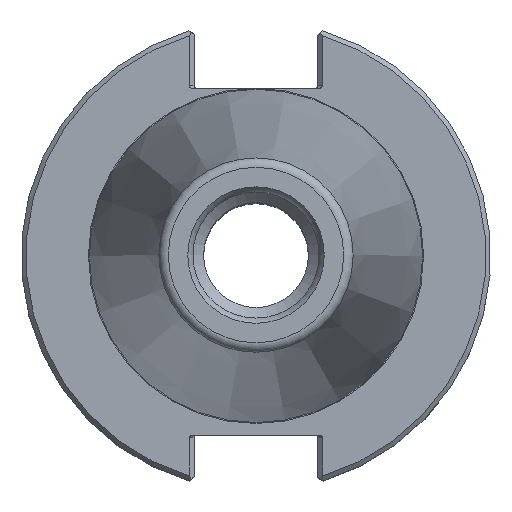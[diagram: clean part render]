
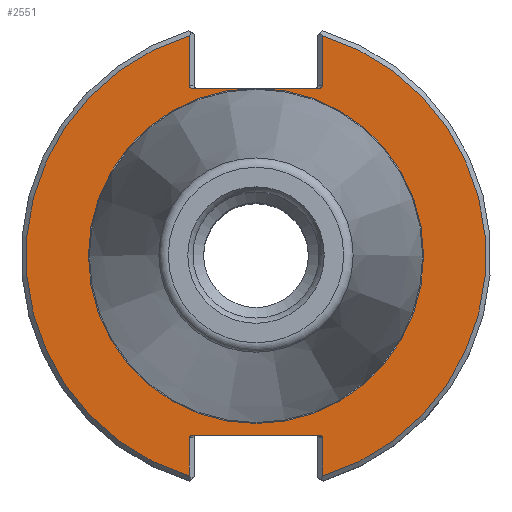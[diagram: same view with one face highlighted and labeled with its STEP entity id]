
A CAD part, top view. The second image highlights one B-rep face of the part: STEP entity #2551.
In plain terms, the highlighted planar face has unit normal (0, 0, 1).
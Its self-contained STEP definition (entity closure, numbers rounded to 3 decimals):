
#24=ELLIPSE('',#2713,0.707,0.5);
#25=ELLIPSE('',#2715,0.707,0.5);
#33=ELLIPSE('',#2743,0.707,0.5);
#34=ELLIPSE('',#2745,0.707,0.5);
#76=LINE('',#3911,#149);
#77=LINE('',#3920,#150);
#82=LINE('',#3939,#155);
#83=LINE('',#3948,#156);
#93=LINE('',#3982,#166);
#104=LINE('',#4029,#177);
#149=VECTOR('',#3089,1000.);
#150=VECTOR('',#3096,1000.);
#155=VECTOR('',#3111,1000.);
#156=VECTOR('',#3118,1000.);
#166=VECTOR('',#3144,1000.);
#177=VECTOR('',#3189,1000.);
#294=PLANE('',#2744);
#754=ORIENTED_EDGE('',*,*,#996,.T.);
#755=ORIENTED_EDGE('',*,*,#994,.T.);
#756=ORIENTED_EDGE('',*,*,#990,.T.);
#757=ORIENTED_EDGE('',*,*,#1011,.F.);
#758=ORIENTED_EDGE('',*,*,#988,.T.);
#759=ORIENTED_EDGE('',*,*,#986,.T.);
#760=ORIENTED_EDGE('',*,*,#984,.T.);
#761=ORIENTED_EDGE('',*,*,#983,.T.);
#762=ORIENTED_EDGE('',*,*,#1030,.T.);
#763=ORIENTED_EDGE('',*,*,#1032,.F.);
#764=ORIENTED_EDGE('',*,*,#1033,.T.);
#765=ORIENTED_EDGE('',*,*,#997,.T.);
#766=ORIENTED_EDGE('',*,*,#980,.F.);
#980=EDGE_CURVE('',#1179,#1179,#1279,.T.);
#983=EDGE_CURVE('',#1180,#1181,#76,.T.);
#984=EDGE_CURVE('',#1182,#1180,#1280,.T.);
#986=EDGE_CURVE('',#1183,#1182,#77,.T.);
#988=EDGE_CURVE('',#1184,#1183,#24,.F.);
#990=EDGE_CURVE('',#1185,#1186,#25,.F.);
#994=EDGE_CURVE('',#1187,#1185,#82,.T.);
#996=EDGE_CURVE('',#1188,#1187,#1281,.T.);
#997=EDGE_CURVE('',#1189,#1188,#83,.T.);
#1011=EDGE_CURVE('',#1184,#1186,#93,.T.);
#1030=EDGE_CURVE('',#1181,#1207,#33,.F.);
#1032=EDGE_CURVE('',#1208,#1207,#104,.T.);
#1033=EDGE_CURVE('',#1208,#1189,#34,.F.);
#1179=VERTEX_POINT('',#3902);
#1180=VERTEX_POINT('',#3908);
#1181=VERTEX_POINT('',#3910);
#1182=VERTEX_POINT('',#3914);
#1183=VERTEX_POINT('',#3921);
#1184=VERTEX_POINT('',#3925);
#1185=VERTEX_POINT('',#3929);
#1186=VERTEX_POINT('',#3930);
#1187=VERTEX_POINT('',#3938);
#1188=VERTEX_POINT('',#3945);
#1189=VERTEX_POINT('',#3949);
#1207=VERTEX_POINT('',#4026);
#1208=VERTEX_POINT('',#4030);
#1279=CIRCLE('',#2707,35.118);
#1280=CIRCLE('',#2710,48.21);
#1281=CIRCLE('',#2718,48.21);
#1436=EDGE_LOOP('',(#754,#755,#756,#757,#758,#759,#760,#761,#762,#763,#764,
#765));
#1437=EDGE_LOOP('',(#766));
#1600=FACE_BOUND('',#1436,.T.);
#1601=FACE_BOUND('',#1437,.T.);
#2551=ADVANCED_FACE('',(#1600,#1601),#294,.T.);
#2707=AXIS2_PLACEMENT_3D('',#3901,#3084,#3085);
#2710=AXIS2_PLACEMENT_3D('',#3913,#3092,#3093);
#2713=AXIS2_PLACEMENT_3D('',#3924,#3100,#3101);
#2715=AXIS2_PLACEMENT_3D('',#3928,#3105,#3106);
#2718=AXIS2_PLACEMENT_3D('',#3946,#3114,#3115);
#2743=AXIS2_PLACEMENT_3D('',#4025,#3184,#3185);
#2744=AXIS2_PLACEMENT_3D('',#4028,#3187,#3188);
#2745=AXIS2_PLACEMENT_3D('',#4031,#3190,#3191);
#3084=DIRECTION('',(0.,0.,1.));
#3085=DIRECTION('',(1.,0.,0.));
#3089=DIRECTION('',(0.,-1.,0.));
#3092=DIRECTION('',(0.,0.,1.));
#3093=DIRECTION('',(1.,0.,0.));
#3096=DIRECTION('',(0.,-1.,0.));
#3100=DIRECTION('',(0.,0.,1.));
#3101=DIRECTION('',(1.,0.,0.));
#3105=DIRECTION('',(0.,0.,1.));
#3106=DIRECTION('',(1.,0.,0.));
#3111=DIRECTION('',(0.,1.,0.));
#3114=DIRECTION('',(0.,0.,1.));
#3115=DIRECTION('',(1.,0.,0.));
#3118=DIRECTION('',(0.,1.,0.));
#3144=DIRECTION('',(-1.,0.,0.));
#3184=DIRECTION('',(0.,0.,1.));
#3185=DIRECTION('',(-1.,0.,0.));
#3187=DIRECTION('',(0.,0.,1.));
#3188=DIRECTION('',(1.,0.,0.));
#3189=DIRECTION('',(1.,0.,0.));
#3190=DIRECTION('',(0.,0.,1.));
#3191=DIRECTION('',(-1.,0.,0.));
#3901=CARTESIAN_POINT('',(0.,0.,-3.17));
#3902=CARTESIAN_POINT('',(35.118,0.,-3.17));
#3908=CARTESIAN_POINT('',(13.955,46.146,-3.17));
#3910=CARTESIAN_POINT('',(13.955,35.66,-3.17));
#3911=CARTESIAN_POINT('',(13.955,35.16,-3.17));
#3913=CARTESIAN_POINT('',(0.,0.,-3.17));
#3914=CARTESIAN_POINT('',(13.955,-46.146,-3.17));
#3920=CARTESIAN_POINT('',(13.955,-47.619,-3.17));
#3921=CARTESIAN_POINT('',(13.955,-38.07,-3.17));
#3924=CARTESIAN_POINT('',(13.248,-38.07,-3.17));
#3925=CARTESIAN_POINT('',(13.248,-37.57,-3.17));
#3928=CARTESIAN_POINT('',(-13.248,-38.07,-3.17));
#3929=CARTESIAN_POINT('',(-13.955,-38.07,-3.17));
#3930=CARTESIAN_POINT('',(-13.248,-37.57,-3.17));
#3938=CARTESIAN_POINT('',(-13.955,-46.146,-3.17));
#3939=CARTESIAN_POINT('',(-13.955,-37.57,-3.17));
#3945=CARTESIAN_POINT('',(-13.955,46.146,-3.17));
#3946=CARTESIAN_POINT('',(0.,0.,-3.17));
#3948=CARTESIAN_POINT('',(-13.955,47.619,-3.17));
#3949=CARTESIAN_POINT('',(-13.955,35.66,-3.17));
#3982=CARTESIAN_POINT('',(12.955,-37.57,-3.17));
#4025=CARTESIAN_POINT('',(13.248,35.66,-3.17));
#4026=CARTESIAN_POINT('',(13.248,35.16,-3.17));
#4028=CARTESIAN_POINT('',(35.118,0.,-3.17));
#4029=CARTESIAN_POINT('',(-12.955,35.16,-3.17));
#4030=CARTESIAN_POINT('',(-13.248,35.16,-3.17));
#4031=CARTESIAN_POINT('',(-13.248,35.66,-3.17));
